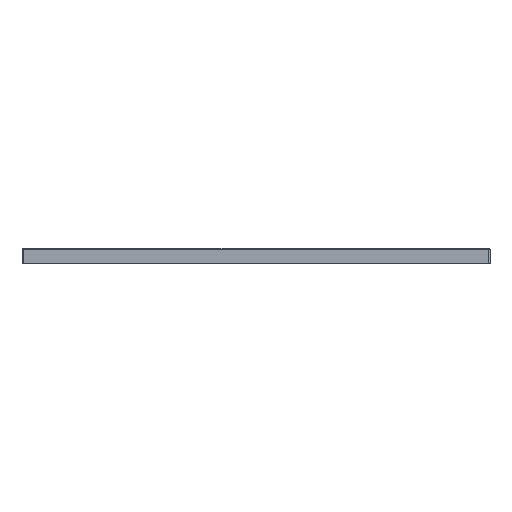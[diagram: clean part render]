
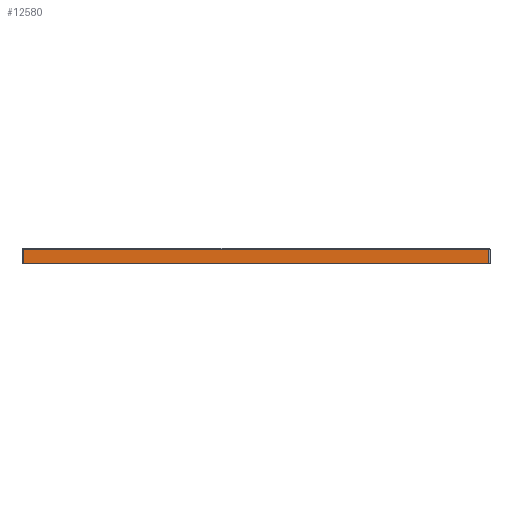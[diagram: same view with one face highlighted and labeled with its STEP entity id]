
A CAD part, front view. The second image highlights one B-rep face of the part: STEP entity #12580.
In plain terms, the highlighted free-form (B-spline) face has degree [1, 1] with [2, 2] control points.
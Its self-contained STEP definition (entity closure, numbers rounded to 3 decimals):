
#6582=CARTESIAN_POINT('',(448.,-400.,-2.));
#6583=VERTEX_POINT('',#6582);
#11425=CARTESIAN_POINT('',(-448.,-400.,-2.));
#11426=VERTEX_POINT('',#11425);
#11427=CARTESIAN_POINT('',(-448.,-400.,-2.));
#11428=DIRECTION('',(1.,0.,0.));
#11429=VECTOR('',#11428,896.);
#11430=LINE('',#11427,#11429);
#11431=EDGE_CURVE('',#11426,#6583,#11430,.T.);
#12515=CARTESIAN_POINT('',(448.,-400.,-30.));
#12516=VERTEX_POINT('',#12515);
#12517=CARTESIAN_POINT('',(448.,-400.,-2.));
#12518=DIRECTION('',(0.,0.,-1.));
#12519=VECTOR('',#12518,28.);
#12520=LINE('',#12517,#12519);
#12521=EDGE_CURVE('',#6583,#12516,#12520,.T.);
#12557=CARTESIAN_POINT('',(-448.,-400.,-120.));
#12558=CARTESIAN_POINT('',(448.,-400.,-120.));
#12559=CARTESIAN_POINT('',(-448.,-400.,-2.));
#12560=CARTESIAN_POINT('',(448.,-400.,-2.));
#12561=B_SPLINE_SURFACE_WITH_KNOTS('',1,1,((#12557,#12558),(#12559,#12560)),.UNSPECIFIED.,.F.,.F.,.U.,(2,2),(2,2),(0.,1.),(0.,1.),.UNSPECIFIED.);
#12562=ORIENTED_EDGE('',*,*,#11431,.T.);
#12563=ORIENTED_EDGE('',*,*,#12521,.T.);
#12564=CARTESIAN_POINT('',(-448.,-400.,-30.));
#12565=VERTEX_POINT('',#12564);
#12566=CARTESIAN_POINT('',(448.,-400.,-30.));
#12567=DIRECTION('',(-1.,0.,0.));
#12568=VECTOR('',#12567,896.);
#12569=LINE('',#12566,#12568);
#12570=EDGE_CURVE('',#12516,#12565,#12569,.T.);
#12571=ORIENTED_EDGE('',*,*,#12570,.T.);
#12572=CARTESIAN_POINT('',(-448.,-400.,-30.));
#12573=DIRECTION('',(0.,0.,1.));
#12574=VECTOR('',#12573,28.);
#12575=LINE('',#12572,#12574);
#12576=EDGE_CURVE('',#12565,#11426,#12575,.T.);
#12577=ORIENTED_EDGE('',*,*,#12576,.T.);
#12578=EDGE_LOOP('',(#12562,#12563,#12571,#12577));
#12579=FACE_OUTER_BOUND('',#12578,.F.);
#12580=ADVANCED_FACE('',(#12579),#12561,.F.);
